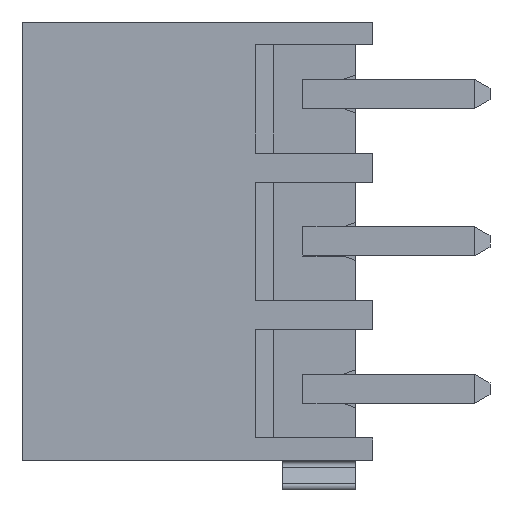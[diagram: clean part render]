
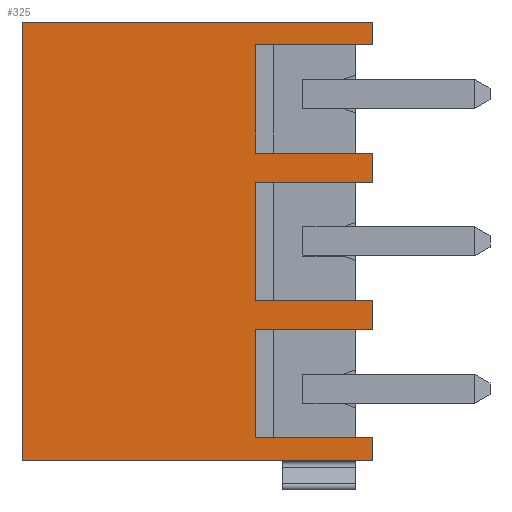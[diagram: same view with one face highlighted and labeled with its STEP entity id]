
A CAD part, front view. The second image highlights one B-rep face of the part: STEP entity #325.
In plain terms, the highlighted planar face has unit normal (0, -1, 0).
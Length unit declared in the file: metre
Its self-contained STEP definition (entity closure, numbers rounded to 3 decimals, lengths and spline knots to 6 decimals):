
#325=ADVANCED_FACE('',(#823),#824,.F.);
#823=FACE_OUTER_BOUND('',#1487,.T.);
#824=PLANE('',#1488);
#1487=EDGE_LOOP('',(#2377,#2378,#2379,#2380,#2381,#2382,#2383,#2384,#2385,#2386,#2387,#2388,#2389,#2390,#2391,#2392));
#1488=AXIS2_PLACEMENT_3D('',#2393,#2394,#2395);
#2377=ORIENTED_EDGE('',*,*,#4217,.F.);
#2378=ORIENTED_EDGE('',*,*,#4218,.F.);
#2379=ORIENTED_EDGE('',*,*,#4219,.T.);
#2380=ORIENTED_EDGE('',*,*,#4107,.T.);
#2381=ORIENTED_EDGE('',*,*,#4220,.F.);
#2382=ORIENTED_EDGE('',*,*,#4221,.T.);
#2383=ORIENTED_EDGE('',*,*,#4222,.T.);
#2384=ORIENTED_EDGE('',*,*,#4100,.F.);
#2385=ORIENTED_EDGE('',*,*,#4223,.F.);
#2386=ORIENTED_EDGE('',*,*,#4224,.F.);
#2387=ORIENTED_EDGE('',*,*,#4225,.T.);
#2388=ORIENTED_EDGE('',*,*,#4088,.T.);
#2389=ORIENTED_EDGE('',*,*,#4226,.F.);
#2390=ORIENTED_EDGE('',*,*,#4227,.T.);
#2391=ORIENTED_EDGE('',*,*,#4228,.T.);
#2392=ORIENTED_EDGE('',*,*,#4093,.T.);
#2393=CARTESIAN_POINT('',(0.354146,0.212997,0.040319));
#2394=DIRECTION('',(0.,1.0,0.));
#2395=DIRECTION('',(0.,0.,-1.0));
#4088=EDGE_CURVE('',#4928,#4925,#4929,.T.);
#4093=EDGE_CURVE('',#4937,#4934,#4938,.T.);
#4100=EDGE_CURVE('',#4948,#4944,#4950,.T.);
#4107=EDGE_CURVE('',#4952,#4958,#4960,.T.);
#4217=EDGE_CURVE('',#5140,#4934,#5141,.T.);
#4218=EDGE_CURVE('',#5142,#5140,#5143,.T.);
#4219=EDGE_CURVE('',#5142,#4952,#5144,.T.);
#4220=EDGE_CURVE('',#5145,#4958,#5146,.T.);
#4221=EDGE_CURVE('',#5145,#5147,#5148,.T.);
#4222=EDGE_CURVE('',#5147,#4944,#5149,.T.);
#4223=EDGE_CURVE('',#5150,#4948,#5151,.T.);
#4224=EDGE_CURVE('',#5152,#5150,#5153,.T.);
#4225=EDGE_CURVE('',#5152,#4928,#5154,.T.);
#4226=EDGE_CURVE('',#5155,#4925,#5156,.T.);
#4227=EDGE_CURVE('',#5155,#5157,#5158,.T.);
#4228=EDGE_CURVE('',#5157,#4937,#5159,.T.);
#4925=VERTEX_POINT('',#6150);
#4928=VERTEX_POINT('',#6154);
#4929=LINE('',#6155,#6156);
#4934=VERTEX_POINT('',#6163);
#4937=VERTEX_POINT('',#6167);
#4938=LINE('',#6168,#6169);
#4944=VERTEX_POINT('',#6177);
#4948=VERTEX_POINT('',#6183);
#4950=LINE('',#6186,#6187);
#4952=VERTEX_POINT('',#6189);
#4958=VERTEX_POINT('',#6197);
#4960=LINE('',#6200,#6201);
#5140=VERTEX_POINT('',#6452);
#5141=LINE('',#6453,#6454);
#5142=VERTEX_POINT('',#6455);
#5143=LINE('',#6456,#6457);
#5144=LINE('',#6458,#6459);
#5145=VERTEX_POINT('',#6460);
#5146=LINE('',#6461,#6462);
#5147=VERTEX_POINT('',#6463);
#5148=LINE('',#6464,#6465);
#5149=LINE('',#6466,#6467);
#5150=VERTEX_POINT('',#6468);
#5151=LINE('',#6469,#6470);
#5152=VERTEX_POINT('',#6471);
#5153=LINE('',#6472,#6473);
#5154=LINE('',#6474,#6475);
#5155=VERTEX_POINT('',#6476);
#5156=LINE('',#6477,#6478);
#5157=VERTEX_POINT('',#6479);
#5158=LINE('',#6480,#6481);
#5159=LINE('',#6482,#6483);
#6150=CARTESIAN_POINT('',(0.362146,0.212997,0.034499));
#6154=CARTESIAN_POINT('',(0.362146,0.212997,0.030459));
#6155=CARTESIAN_POINT('',(0.362146,0.212997,0.035279));
#6156=VECTOR('',#7723,1.0);
#6163=CARTESIAN_POINT('',(0.362146,0.212997,0.039199));
#6167=CARTESIAN_POINT('',(0.362146,0.212997,0.035499));
#6168=CARTESIAN_POINT('',(0.362146,0.212997,0.040319));
#6169=VECTOR('',#7727,1.0);
#6177=CARTESIAN_POINT('',(0.362146,0.212997,0.025759));
#6183=CARTESIAN_POINT('',(0.362146,0.212997,0.029459));
#6186=CARTESIAN_POINT('',(0.362146,0.212997,0.023139));
#6187=VECTOR('',#7733,1.0);
#6189=CARTESIAN_POINT('',(0.354146,0.212997,0.039979));
#6197=CARTESIAN_POINT('',(0.354146,0.212997,0.024979));
#6200=CARTESIAN_POINT('',(0.354146,0.212997,0.035279));
#6201=VECTOR('',#7743,1.0);
#6452=CARTESIAN_POINT('',(0.366146,0.212997,0.039199));
#6453=CARTESIAN_POINT('',(0.363146,0.212997,0.039199));
#6454=VECTOR('',#7857,1.0);
#6455=CARTESIAN_POINT('',(0.366146,0.212997,0.039979));
#6456=CARTESIAN_POINT('',(0.366146,0.212997,0.039739));
#6457=VECTOR('',#7858,1.0);
#6458=CARTESIAN_POINT('',(0.354146,0.212997,0.039979));
#6459=VECTOR('',#7859,1.0);
#6460=CARTESIAN_POINT('',(0.366146,0.212997,0.024979));
#6461=CARTESIAN_POINT('',(0.354146,0.212997,0.024979));
#6462=VECTOR('',#7860,1.0);
#6463=CARTESIAN_POINT('',(0.366146,0.212997,0.025759));
#6464=CARTESIAN_POINT('',(0.366146,0.212997,0.025219));
#6465=VECTOR('',#7861,1.0);
#6466=CARTESIAN_POINT('',(0.363146,0.212997,0.025759));
#6467=VECTOR('',#7862,1.0);
#6468=CARTESIAN_POINT('',(0.366146,0.212997,0.029459));
#6469=CARTESIAN_POINT('',(0.363146,0.212997,0.029459));
#6470=VECTOR('',#7863,1.0);
#6471=CARTESIAN_POINT('',(0.366146,0.212997,0.030459));
#6472=CARTESIAN_POINT('',(0.366146,0.212997,0.029659));
#6473=VECTOR('',#7864,1.0);
#6474=CARTESIAN_POINT('',(0.363146,0.212997,0.030459));
#6475=VECTOR('',#7865,1.0);
#6476=CARTESIAN_POINT('',(0.366146,0.212997,0.034499));
#6477=CARTESIAN_POINT('',(0.363146,0.212997,0.034499));
#6478=VECTOR('',#7866,1.0);
#6479=CARTESIAN_POINT('',(0.366146,0.212997,0.035499));
#6480=CARTESIAN_POINT('',(0.366146,0.212997,0.035299));
#6481=VECTOR('',#7867,1.0);
#6482=CARTESIAN_POINT('',(0.363146,0.212997,0.035499));
#6483=VECTOR('',#7868,1.0);
#7723=DIRECTION('',(0.,0.,1.0));
#7727=DIRECTION('',(0.,0.,1.0));
#7733=DIRECTION('',(0.,0.,-1.0));
#7743=DIRECTION('',(0.,0.,-1.0));
#7857=DIRECTION('',(-1.0,0.,0.));
#7858=DIRECTION('',(0.,0.,-1.0));
#7859=DIRECTION('',(-1.0,0.,0.));
#7860=DIRECTION('',(-1.0,0.,0.));
#7861=DIRECTION('',(0.,0.,1.0));
#7862=DIRECTION('',(-1.0,0.,0.));
#7863=DIRECTION('',(-1.0,0.,0.));
#7864=DIRECTION('',(0.,0.,-1.0));
#7865=DIRECTION('',(-1.0,0.,0.));
#7866=DIRECTION('',(-1.0,0.,0.));
#7867=DIRECTION('',(0.,0.,1.0));
#7868=DIRECTION('',(-1.0,0.,0.));
